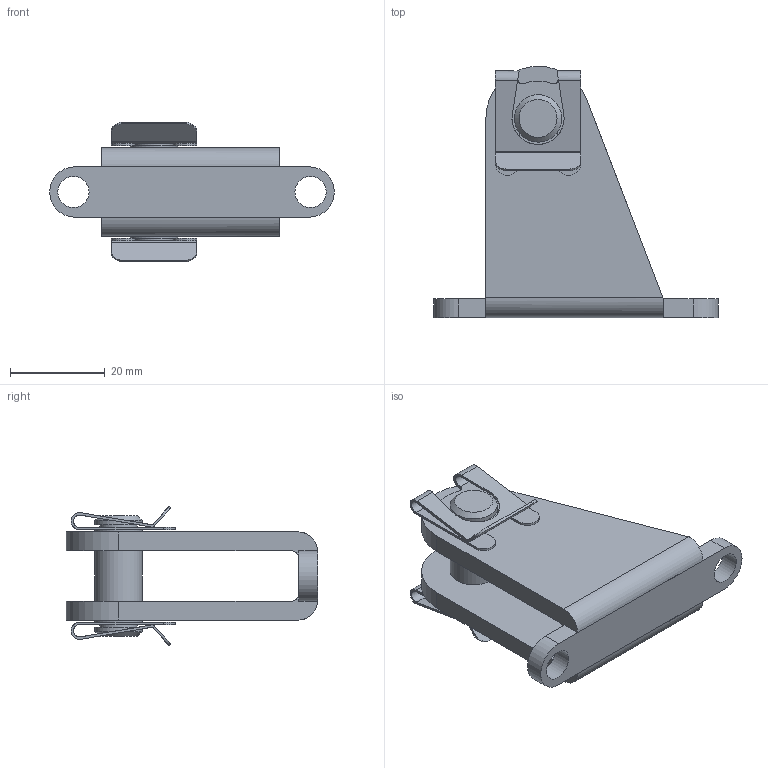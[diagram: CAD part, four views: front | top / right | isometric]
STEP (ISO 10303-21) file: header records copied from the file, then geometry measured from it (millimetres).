
FILE_DESCRIPTION(/* description */ ('STEP AP214'),/* implementation_level */ '2;1');
FILE_NAME(/* name */ '163964_LZF-32',/* time_stamp */ '2024-09-05T02:45:21+02:00',/* author */ ('License CC BY-ND 4.0'),/* organization */ ('CADENAS'),/* preprocessor_version */ 'ST-DEVELOPER v19.3',/* originating_system */ 'PARTsolutions',/* authorisation */ ' ');
FILE_SCHEMA (('AUTOMOTIVE_DESIGN {1 0 10303 214 3 1 1}'));
Length unit declared in the file: millimetre
Products named in the file (4): 163964 LZF-32; 163964 LZF-32---(L); 369458 BZ-10-019,5-AA (25.5); 210029 10 SXN 08 VERZINKT:SL
Assembly tree (4 placements, depth 2):
  163964 LZF-32
    163964 LZF-32---(L)
    369458 BZ-10-019,5-AA (25.5)
    210029 10 SXN 08 VERZINKT:SL  x2
Bounding box: 60 x 53 x 29.43 mm (x, y, z)
Volume: 15616.1 mm3; surface area: 11456 mm2
Topology: 4 solids, 4 shells, 95 faces, 260 edges, 173 vertices
Faces by surface type: cylinder 47, plane 46, cone 2
Full cylindrical faces by diameter (mm): 6.6 x2, 8 x2, 10 x5
Entity records: 2140 total; most frequent: DIRECTION 372, CARTESIAN_POINT 354, ORIENTED_EDGE 324, EDGE_CURVE 162, AXIS2_PLACEMENT_3D 140, VERTEX_POINT 114, LINE 92, VECTOR 92
